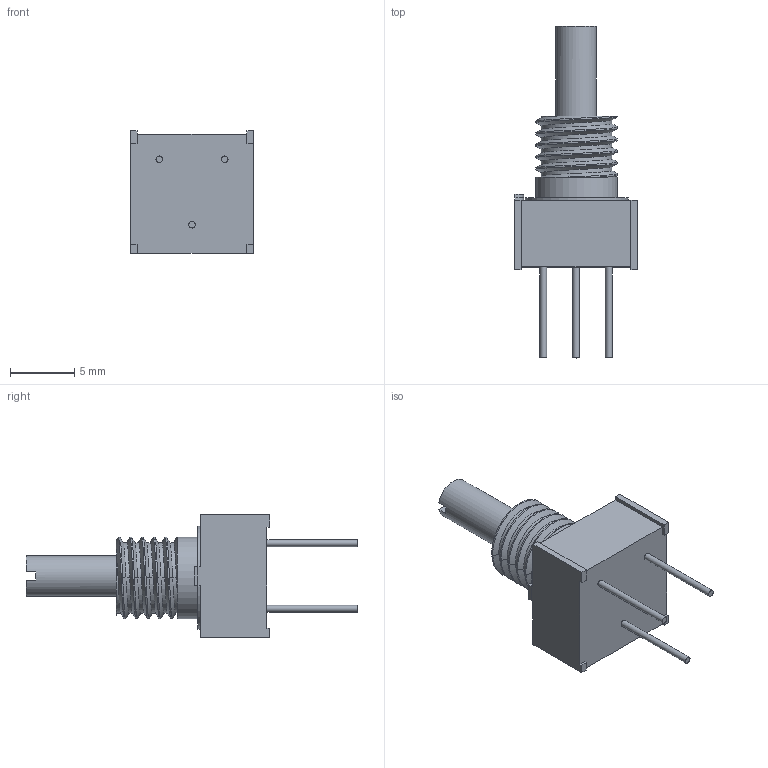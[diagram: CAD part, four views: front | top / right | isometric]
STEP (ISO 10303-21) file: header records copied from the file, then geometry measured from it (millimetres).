
FILE_DESCRIPTION(('FreeCAD Model'),'2;1');
FILE_NAME('Open CASCADE Shape Model','2025-01-10T13:18:48',(''),(''), 'Open CASCADE STEP processor 7.8','FreeCAD','Unknown');
FILE_SCHEMA(('AUTOMOTIVE_DESIGN { 1 0 10303 214 1 1 1 1 }'));
Length unit declared in the file: millimetre
Products named in the file (9): Assembly; Part; Body; Body005; Body006; Body007; Part001; Cut; Body004
Assembly tree (8 placements, depth 3):
  Assembly
    Part
      Body
      Body005
      Body006
      Body007
    Part001
      Cut
      Body004
Bounding box: 9.53 x 25.76 x 9.53 mm (x, y, z)
Volume: 695.2 mm3; surface area: 914.3 mm2
Topology: 6 solids, 6 shells, 76 faces, 163 edges, 101 vertices
Faces by surface type: plane 40, bspline 19, cylinder 17
Full cylindrical faces by diameter (mm): 0.51 x3, 3.18 x1, 3.4 x2, 5.5 x5, 6.35 x1, 8 x1
Entity records: 4562 total; most frequent: CARTESIAN_POINT 2840, ORIENTED_EDGE 326, DIRECTION 273, EDGE_CURVE 163, VERTEX_POINT 101, AXIS2_PLACEMENT_3D 92, LINE 89, VECTOR 89
